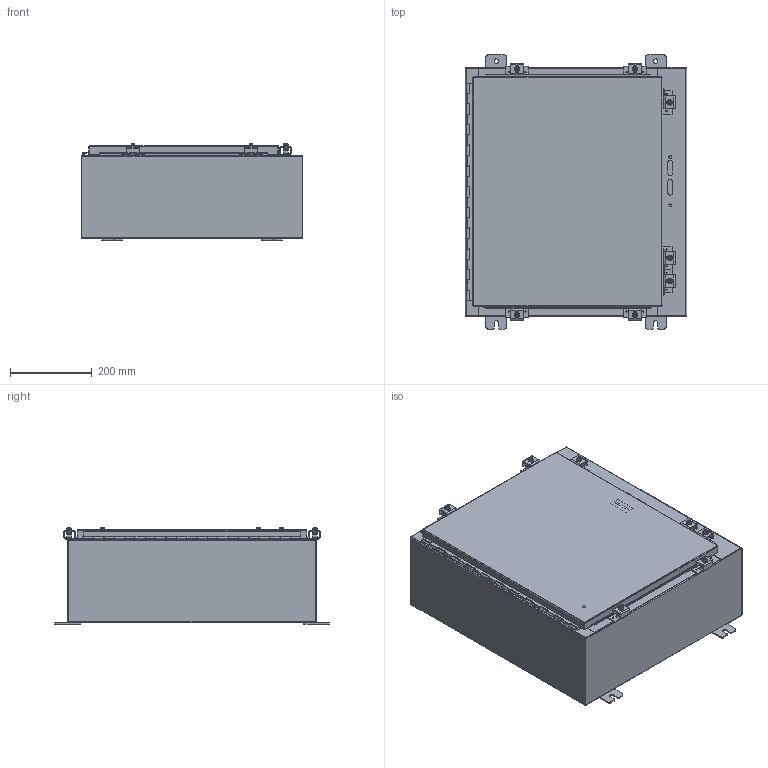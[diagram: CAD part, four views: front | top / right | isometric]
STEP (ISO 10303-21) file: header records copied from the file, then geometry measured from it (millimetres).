
FILE_DESCRIPTION((''),'2;1');
FILE_NAME('SSN4X242108.stp','2012-12-07T07:50:51',('dnichola'),(''),'Autodesk Inventor 2012','Autodesk Inventor 2012','');
FILE_SCHEMA(('AUTOMOTIVE_DESIGN { 1 0 10303 214 1 1 1 1 }'));
Length unit declared in the file: inch
Products named in the file (19): SSN4X242108; SSN4X242108BKP; 38859; 34871; 328138; 328138L; 328138P; 328138T; SSN4X2421LID; 38846; HFW3092; 38811; 349129; 30818; 30824; 30824-1; HFW30825-2; HFW30825-3; HFW30825-4
Assembly tree (38 placements, depth 3):
  SSN4X242108
    SSN4X242108BKP
    38859  x4
    34871  x4
    328138
      328138L
      328138P
      328138T
    SSN4X2421LID
    38846
    HFW3092
    38811  x2
    349129  x2
    30818  x7
    30824  x7
      30824-1
      HFW30825-2
      HFW30825-3
      HFW30825-4
Bounding box: 543.05 x 673.1 x 235.46 mm (x, y, z)
Volume: 2465105.4 mm3; surface area: 2627777.5 mm2
Topology: 54 solids, 54 shells, 1564 faces, 4051 edges, 2640 vertices
Faces by surface type: plane 844, cylinder 497, bspline 98, torus 43, sphere 42, cone 40
Full cylindrical faces by diameter (mm): 2.794 x28, 2.921 x1, 3.048 x1, 3.962 x2, 4.826 x2, 5.359 x7, 6.35 x10, 7.137 x9, 8.382 x8, 8.56 x1, 8.89 x7, 11.125 x4, 12.7 x7, 13.208 x7, 15.875 x4
Entity records: 24746 total; most frequent: CARTESIAN_POINT 6058, DIRECTION 3665, ORIENTED_EDGE 3664, EDGE_CURVE 1832, VECTOR 1275, LINE 1275, VERTEX_POINT 1215, AXIS2_PLACEMENT_3D 1195
